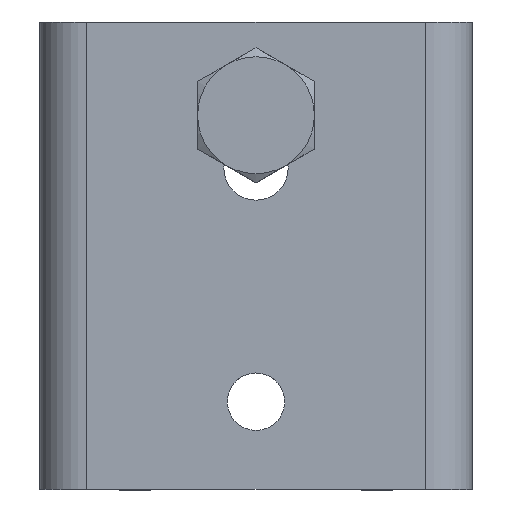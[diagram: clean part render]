
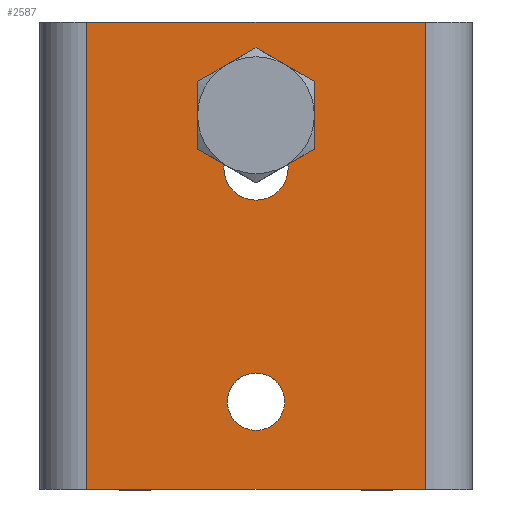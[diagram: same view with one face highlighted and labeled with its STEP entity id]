
A CAD part, top view. The second image highlights one B-rep face of the part: STEP entity #2587.
In plain terms, the highlighted planar face has unit normal (0, 0, 1).
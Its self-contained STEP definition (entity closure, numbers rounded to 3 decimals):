
#73=FACE_BOUND('',#462,.T.);
#74=FACE_BOUND('',#463,.T.);
#137=CIRCLE('',#2723,2.459);
#138=CIRCLE('',#2724,2.459);
#140=CIRCLE('',#2727,2.75);
#141=CIRCLE('',#2728,2.75);
#302=FACE_OUTER_BOUND('',#461,.T.);
#461=EDGE_LOOP('',(#2274,#2275,#2276,#2277));
#462=EDGE_LOOP('',(#2278,#2279));
#463=EDGE_LOOP('',(#2280,#2281));
#500=LINE('',#3645,#773);
#533=LINE('',#3746,#806);
#728=LINE('',#4250,#1001);
#731=LINE('',#4258,#1004);
#773=VECTOR('',#2930,10.);
#806=VECTOR('',#3011,10.);
#1001=VECTOR('',#3460,10.);
#1004=VECTOR('',#3473,10.);
#1045=VERTEX_POINT('',#3642);
#1046=VERTEX_POINT('',#3644);
#1089=VERTEX_POINT('',#3743);
#1090=VERTEX_POINT('',#3745);
#1101=VERTEX_POINT('',#3773);
#1102=VERTEX_POINT('',#3774);
#1104=VERTEX_POINT('',#3781);
#1105=VERTEX_POINT('',#3782);
#1292=EDGE_CURVE('',#1046,#1045,#500,.T.);
#1343=EDGE_CURVE('',#1090,#1089,#533,.T.);
#1357=EDGE_CURVE('',#1101,#1102,#137,.T.);
#1358=EDGE_CURVE('',#1102,#1101,#138,.T.);
#1361=EDGE_CURVE('',#1104,#1105,#140,.T.);
#1362=EDGE_CURVE('',#1105,#1104,#141,.T.);
#1581=EDGE_CURVE('',#1046,#1089,#728,.T.);
#1584=EDGE_CURVE('',#1090,#1045,#731,.T.);
#2274=ORIENTED_EDGE('',*,*,#1581,.F.);
#2275=ORIENTED_EDGE('',*,*,#1292,.T.);
#2276=ORIENTED_EDGE('',*,*,#1584,.F.);
#2277=ORIENTED_EDGE('',*,*,#1343,.T.);
#2278=ORIENTED_EDGE('',*,*,#1357,.T.);
#2279=ORIENTED_EDGE('',*,*,#1358,.T.);
#2280=ORIENTED_EDGE('',*,*,#1361,.T.);
#2281=ORIENTED_EDGE('',*,*,#1362,.T.);
#2456=PLANE('',#2857);
#2587=ADVANCED_FACE('',(#302,#73,#74),#2456,.T.);
#2723=AXIS2_PLACEMENT_3D('',#3775,#3040,#3041);
#2724=AXIS2_PLACEMENT_3D('',#3776,#3042,#3043);
#2727=AXIS2_PLACEMENT_3D('',#3783,#3049,#3050);
#2728=AXIS2_PLACEMENT_3D('',#3784,#3051,#3052);
#2857=AXIS2_PLACEMENT_3D('',#4284,#3513,#3514);
#2930=DIRECTION('',(-1.,0.,0.));
#3011=DIRECTION('',(1.,0.,0.));
#3040=DIRECTION('center_axis',(0.,0.,-1.));
#3041=DIRECTION('ref_axis',(1.,0.,0.));
#3042=DIRECTION('center_axis',(0.,0.,-1.));
#3043=DIRECTION('ref_axis',(1.,0.,0.));
#3049=DIRECTION('center_axis',(0.,0.,-1.));
#3050=DIRECTION('ref_axis',(1.,0.,0.));
#3051=DIRECTION('center_axis',(0.,0.,-1.));
#3052=DIRECTION('ref_axis',(1.,0.,0.));
#3460=DIRECTION('',(0.,-1.,0.));
#3473=DIRECTION('',(0.,1.,0.));
#3513=DIRECTION('center_axis',(0.,0.,1.));
#3514=DIRECTION('ref_axis',(1.,0.,0.));
#3642=CARTESIAN_POINT('',(-14.5,20.,32.5));
#3644=CARTESIAN_POINT('',(14.5,20.,32.5));
#3645=CARTESIAN_POINT('',(-18.5,20.,32.5));
#3743=CARTESIAN_POINT('',(14.5,-20.,32.5));
#3745=CARTESIAN_POINT('',(-14.5,-20.,32.5));
#3746=CARTESIAN_POINT('',(-18.5,-20.,32.5));
#3773=CARTESIAN_POINT('',(2.459,-12.5,32.5));
#3774=CARTESIAN_POINT('',(-2.459,-12.5,32.5));
#3775=CARTESIAN_POINT('Origin',(0.,-12.5,32.5));
#3776=CARTESIAN_POINT('Origin',(0.,-12.5,32.5));
#3781=CARTESIAN_POINT('',(2.75,7.5,32.5));
#3782=CARTESIAN_POINT('',(-2.75,7.5,32.5));
#3783=CARTESIAN_POINT('Origin',(0.,7.5,32.5));
#3784=CARTESIAN_POINT('Origin',(0.,7.5,32.5));
#4250=CARTESIAN_POINT('',(14.5,0.,32.5));
#4258=CARTESIAN_POINT('',(-14.5,0.,32.5));
#4284=CARTESIAN_POINT('Origin',(18.5,0.,32.5));
